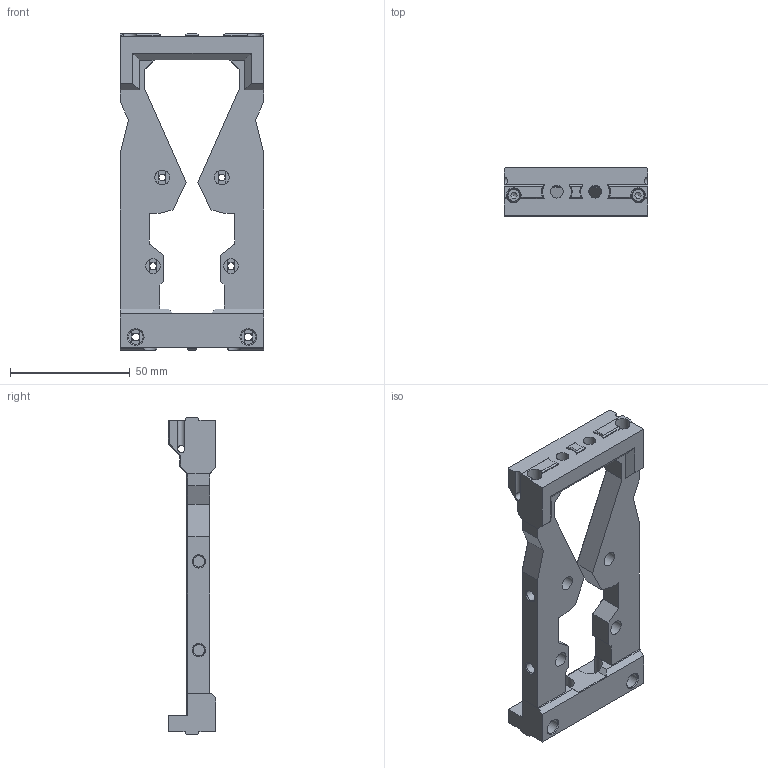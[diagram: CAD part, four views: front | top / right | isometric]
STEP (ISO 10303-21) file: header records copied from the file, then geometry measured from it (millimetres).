
FILE_DESCRIPTION(/* description */ (''),/* implementation_level */ '2;1');
FILE_NAME(/* name */ 'Frame - 2020 Short.step',/* time_stamp */ '2025-11-09T07:31:47+11:00',/* author */ (''),/* organization */ (''),/* preprocessor_version */ 'ST-DEVELOPER v20.1',/* originating_system */ 'Autodesk Translation Framework v14.21.0.0',/* authorisation */ '');
FILE_SCHEMA (('AUTOMOTIVE_DESIGN { 1 0 10303 214 3 1 1 }'));
Length unit declared in the file: millimetre
Products named in the file (12): Dock; Hardware (1); M3 Threaded Insert (3)_1_2; Top M3x16 SHCS; Bottom M3x16 SHCS; M3x16 SHCS; Bottom; Top; Left (1); Right (1); Bottom Hardware; M3 Threaded Insert (3)_1_1
Assembly tree (18 placements, depth 3):
  Dock
    Hardware (1)
      M3 Threaded Insert (3)_1_2  x4
    Top M3x16 SHCS
      M3x16 SHCS  x2
    Bottom M3x16 SHCS
      M3x16 SHCS  x2
    Bottom
    Top
    Left (1)
    Right (1)
    Bottom Hardware
      M3 Threaded Insert (3)_1_1  x2
Bounding box: 60 x 20 x 132.17 mm (x, y, z)
Volume: 55177.3 mm3; surface area: 27687 mm2
Topology: 14 solids, 14 shells, 1189 faces, 3251 edges, 2138 vertices
Faces by surface type: bspline 470, plane 347, cylinder 248, cone 116, torus 8
Full cylindrical faces by diameter (mm): 2.8 x10, 3 x8, 3.2 x12, 4.1 x6, 4.25 x12, 4.7 x12, 5.3 x4, 5.5 x4, 6.2 x10, 10.3 x4
Entity records: 29825 total; most frequent: CARTESIAN_POINT 14468, ORIENTED_EDGE 3330, DIRECTION 2851, EDGE_CURVE 1665, VERTEX_POINT 1085, AXIS2_PLACEMENT_3D 1033, LINE 785, VECTOR 785
